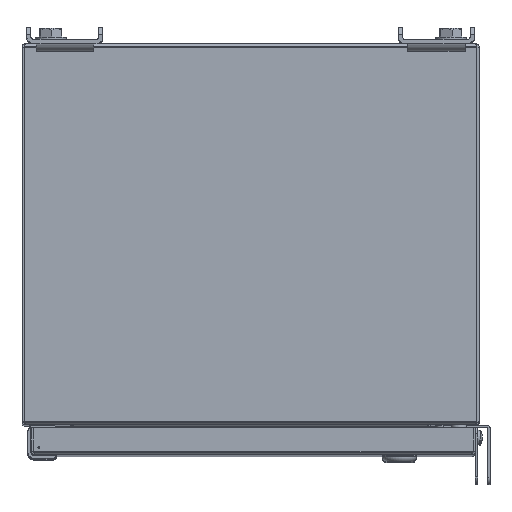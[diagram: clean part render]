
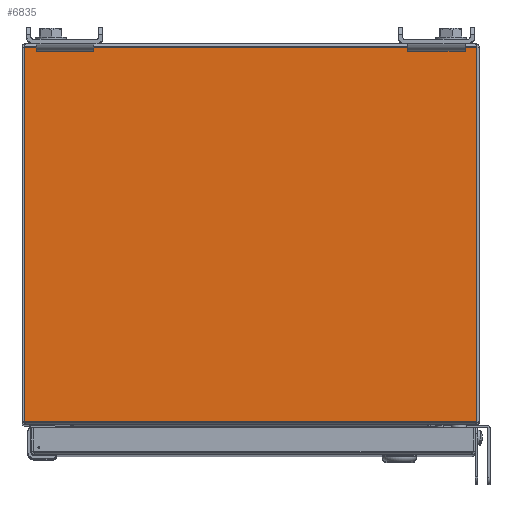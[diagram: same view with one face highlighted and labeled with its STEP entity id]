
A CAD part, top view. The second image highlights one B-rep face of the part: STEP entity #6835.
In plain terms, the highlighted planar face has unit normal (0, 0, 1).
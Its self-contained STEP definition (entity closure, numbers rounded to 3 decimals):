
#6835 = ADVANCED_FACE( '', ( #14255 ), #14256, .F. );
#14255 = FACE_OUTER_BOUND( '', #41469, .T. );
#14256 = PLANE( '', #41470 );
#41469 = EDGE_LOOP( '', ( #73778, #73779, #73780, #73781 ) );
#41470 = AXIS2_PLACEMENT_3D( '', #73782, #73783, #73784 );
#73778 = ORIENTED_EDGE( '', *, *, #83690, .T. );
#73779 = ORIENTED_EDGE( '', *, *, #88592, .T. );
#73780 = ORIENTED_EDGE( '', *, *, #89362, .F. );
#73781 = ORIENTED_EDGE( '', *, *, #89363, .T. );
#73782 = CARTESIAN_POINT( '', ( 1053.948, 0., 304.8 ) );
#73783 = DIRECTION( '', ( 0., 0., -1. ) );
#73784 = DIRECTION( '', ( 0., 1., 0. ) );
#83690 = EDGE_CURVE( '', #92686, #92684, #92687, .T. );
#88592 = EDGE_CURVE( '', #92684, #100324, #100326, .T. );
#89362 = EDGE_CURVE( '', #99014, #100324, #101306, .T. );
#89363 = EDGE_CURVE( '', #99014, #92686, #101307, .T. );
#92684 = VERTEX_POINT( '', #107149 );
#92686 = VERTEX_POINT( '', #107151 );
#92687 = LINE( '', #107152, #107153 );
#99014 = VERTEX_POINT( '', #123909 );
#100324 = VERTEX_POINT( '', #127275 );
#100326 = LINE( '', #127277, #127278 );
#101306 = LINE( '', #129771, #129772 );
#101307 = LINE( '', #129773, #129774 );
#107149 = CARTESIAN_POINT( '', ( -150.873, -251.663, 304.8 ) );
#107151 = CARTESIAN_POINT( '', ( -150.873, -2.337, 304.8 ) );
#107152 = CARTESIAN_POINT( '', ( -150.873, -2.337, 304.8 ) );
#107153 = VECTOR( '', #134720, 1000. );
#123909 = CARTESIAN_POINT( '', ( 150.873, -2.337, 304.8 ) );
#127275 = CARTESIAN_POINT( '', ( 150.873, -251.663, 304.8 ) );
#127277 = CARTESIAN_POINT( '', ( -150.873, -251.663, 304.8 ) );
#127278 = VECTOR( '', #138042, 1000. );
#129771 = CARTESIAN_POINT( '', ( 150.873, -2.337, 304.8 ) );
#129772 = VECTOR( '', #138489, 1000. );
#129773 = CARTESIAN_POINT( '', ( 1053.948, -2.337, 304.8 ) );
#129774 = VECTOR( '', #138490, 1000. );
#134720 = DIRECTION( '', ( 0., -1., 0. ) );
#138042 = DIRECTION( '', ( 1., 0., 0. ) );
#138489 = DIRECTION( '', ( 0., -1., 0. ) );
#138490 = DIRECTION( '', ( -1., 0., 0. ) );
